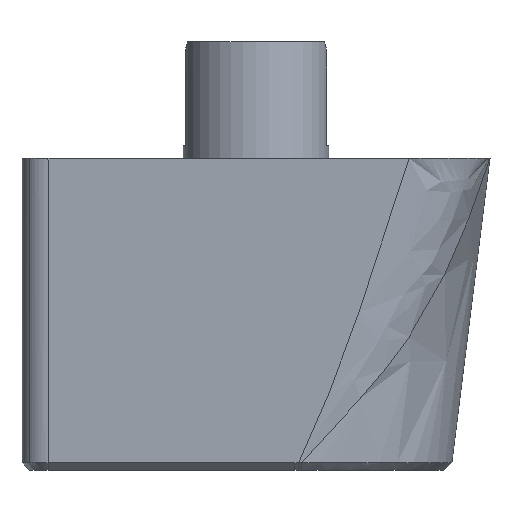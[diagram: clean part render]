
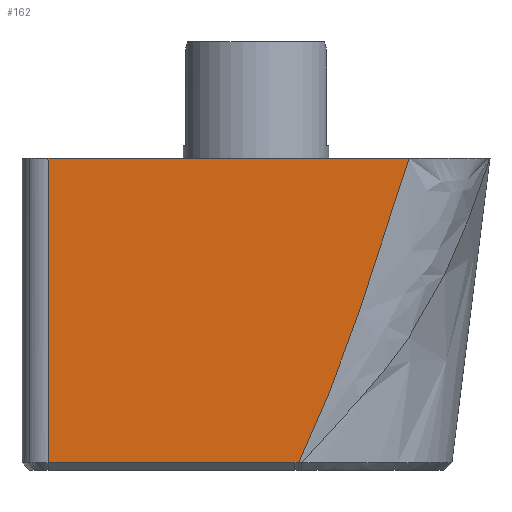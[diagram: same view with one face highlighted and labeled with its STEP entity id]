
A CAD part, left-side view. The second image highlights one B-rep face of the part: STEP entity #162.
In plain terms, the highlighted planar face has unit normal (-0.999, 0, -0.042).
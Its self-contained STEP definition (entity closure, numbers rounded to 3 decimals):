
#162=ADVANCED_FACE('',(#295),#296,.F.);
#295=FACE_OUTER_BOUND('',#671,.T.);
#296=PLANE('',#672);
#671=EDGE_LOOP('',(#1383,#1384,#1385,#1386,#1387));
#672=AXIS2_PLACEMENT_3D('',#1388,#1389,#1390);
#1383=ORIENTED_EDGE('',*,*,#1920,.F.);
#1384=ORIENTED_EDGE('',*,*,#1925,.F.);
#1385=ORIENTED_EDGE('',*,*,#1950,.F.);
#1386=ORIENTED_EDGE('',*,*,#1951,.F.);
#1387=ORIENTED_EDGE('',*,*,#1952,.F.);
#1388=CARTESIAN_POINT('',(-10.125,9.0,0.));
#1389=DIRECTION('',(0.999,0.,0.042));
#1390=DIRECTION('',(0.0,-1.0,0.));
#1920=EDGE_CURVE('',#2237,#2233,#2239,.T.);
#1925=EDGE_CURVE('',#2244,#2237,#2246,.T.);
#1950=EDGE_CURVE('',#2285,#2244,#2286,.T.);
#1951=EDGE_CURVE('',#2287,#2285,#2288,.T.);
#1952=EDGE_CURVE('',#2233,#2287,#2289,.T.);
#2233=VERTEX_POINT('',#2719);
#2237=VERTEX_POINT('',#2728);
#2239=LINE('',#2731,#2732);
#2244=VERTEX_POINT('',#2739);
#2246=CIRCLE('',#2742,127.359);
#2285=VERTEX_POINT('',#2804);
#2286=B_SPLINE_CURVE_WITH_KNOTS('',3,(#2805,#2806,#2807,#2808,#2809,#2810,#2811,#2812),.UNSPECIFIED.,.F.,.F.,(4,1,1,1,1,4),(0.085,0.379,0.76,1.141,1.189,1.331),.UNSPECIFIED.);
#2287=VERTEX_POINT('',#2813);
#2288=LINE('',#2814,#2815);
#2289=LINE('',#2816,#2817);
#2719=CARTESIAN_POINT('',(-9.637,8.,-11.7));
#2728=CARTESIAN_POINT('',(-9.637,-1.5,-11.7));
#2731=CARTESIAN_POINT('',(-9.637,5.245,-11.7));
#2732=VECTOR('',#3305,10.0);
#2739=CARTESIAN_POINT('',(-9.637,-1.642,-11.7));
#2742=AXIS2_PLACEMENT_3D('',#3312,#3313,#3314);
#2804=CARTESIAN_POINT('',(-10.125,-5.885,0.));
#2805=CARTESIAN_POINT('',(-10.125,-5.885,0.));
#2806=CARTESIAN_POINT('',(-10.086,-5.583,-0.932));
#2807=CARTESIAN_POINT('',(-9.997,-4.897,-3.073));
#2808=CARTESIAN_POINT('',(-9.858,-3.813,-6.418));
#2809=CARTESIAN_POINT('',(-9.752,-2.864,-8.944));
#2810=CARTESIAN_POINT('',(-9.679,-2.108,-10.692));
#2811=CARTESIAN_POINT('',(-9.655,-1.845,-11.27));
#2812=CARTESIAN_POINT('',(-9.637,-1.642,-11.7));
#2813=CARTESIAN_POINT('',(-10.125,8.,0.));
#2814=CARTESIAN_POINT('',(-10.125,9.0,0.));
#2815=VECTOR('',#3355,10.0);
#2816=CARTESIAN_POINT('',(-10.107,8.,-0.421));
#2817=VECTOR('',#3356,10.0);
#3305=DIRECTION('',(0.,1.0,0.));
#3312=CARTESIAN_POINT('',(-4.335,-1.504,-138.949));
#3313=DIRECTION('',(-0.999,0.,-0.042));
#3314=DIRECTION('',(-0.042,-0.001,0.999));
#3355=DIRECTION('',(0.0,-1.0,0.));
#3356=DIRECTION('',(-0.042,0.,0.999));
